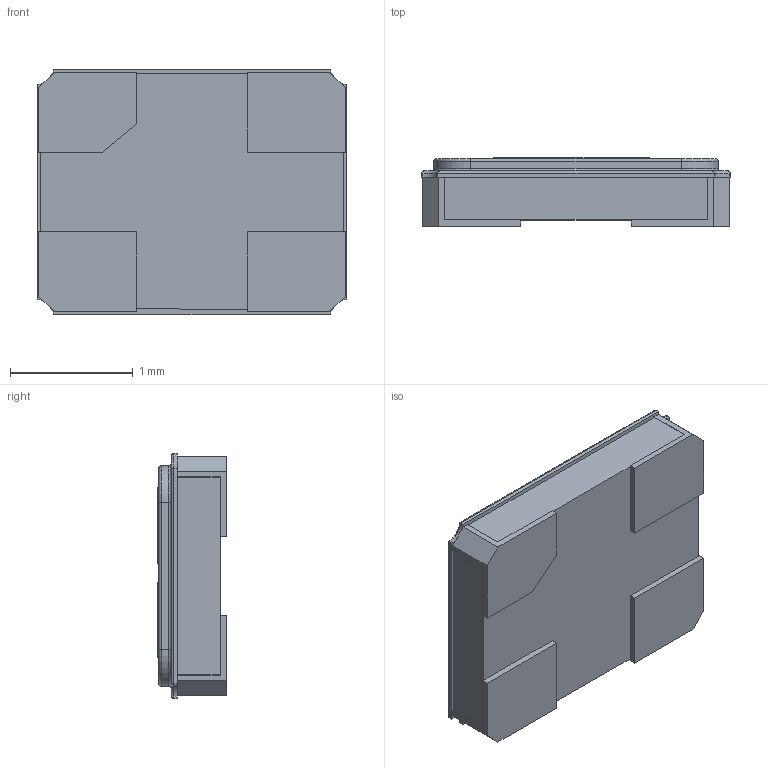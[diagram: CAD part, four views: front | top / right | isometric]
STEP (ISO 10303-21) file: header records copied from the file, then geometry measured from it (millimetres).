
FILE_DESCRIPTION (( 'STEP AP214' ), '1' );
FILE_NAME ('User Library-GeyerElectronics_KX6.STEP', '2018-09-01T22:54:16', ( '' ), ( '' ), 'SwSTEP 2.0', 'SolidWorks 2018', '' );
FILE_SCHEMA (( 'AUTOMOTIVE_DESIGN' ));
Length unit declared in the file: millimetre
Products named in the file (1): User Library-GeyerElectronics_KX6
Bounding box: 2.52 x 0.56 x 2 mm (x, y, z)
Volume: 2.4 mm3; surface area: 14.9 mm2
Topology: 1 solids, 1 shells, 175 faces, 449 edges, 286 vertices
Faces by surface type: plane 98, bspline 41, cylinder 22, torus 14
Entity records: 9734 total; most frequent: CARTESIAN_POINT 3790, ORIENTED_EDGE 898, DIRECTION 687, EDGE_CURVE 449, LINE 297, VECTOR 297, VERTEX_POINT 286, AXIS2_PLACEMENT_3D 195
